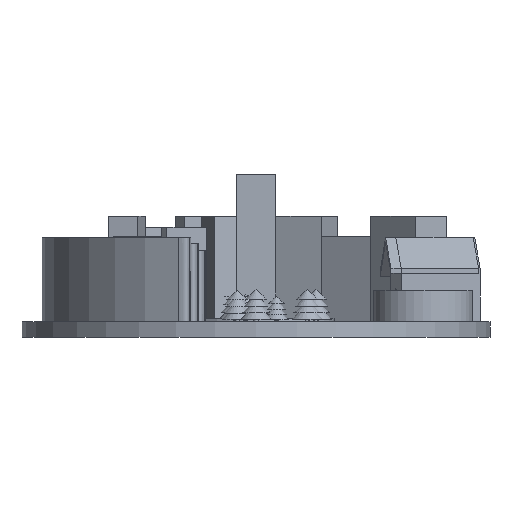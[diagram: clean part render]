
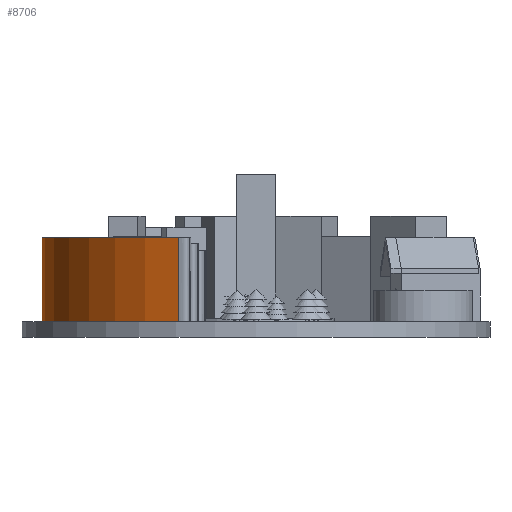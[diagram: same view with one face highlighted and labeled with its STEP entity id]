
A CAD part, left-side view. The second image highlights one B-rep face of the part: STEP entity #8706.
In plain terms, the highlighted cylindrical face has radius 68.561 mm (diameter 137.121 mm), a partial arc.
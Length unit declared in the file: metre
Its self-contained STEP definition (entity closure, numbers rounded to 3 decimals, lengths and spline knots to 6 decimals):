
#226=LINE('',#12869,#1236);
#227=LINE('',#12870,#1237);
#1236=VECTOR('',#10171,0.01);
#1237=VECTOR('',#10172,0.01);
#2246=CYLINDRICAL_SURFACE('',#9476,0.068561);
#2383=FACE_OUTER_BOUND('',#2917,.T.);
#2917=EDGE_LOOP('',(#5847,#5848,#5849,#5850));
#3621=CIRCLE('',#9470,0.068561);
#3623=CIRCLE('',#9473,0.068561);
#3767=VERTEX_POINT('',#12584);
#3768=VERTEX_POINT('',#12637);
#3770=VERTEX_POINT('',#12742);
#3775=VERTEX_POINT('',#12775);
#4599=EDGE_CURVE('',#3768,#3767,#3621,.T.);
#4607=EDGE_CURVE('',#3775,#3770,#3623,.T.);
#4614=EDGE_CURVE('',#3767,#3770,#226,.T.);
#4615=EDGE_CURVE('',#3775,#3768,#227,.T.);
#5847=ORIENTED_EDGE('',*,*,#4599,.T.);
#5848=ORIENTED_EDGE('',*,*,#4614,.T.);
#5849=ORIENTED_EDGE('',*,*,#4607,.F.);
#5850=ORIENTED_EDGE('',*,*,#4615,.T.);
#8706=ADVANCED_FACE('',(#2383),#2246,.T.);
#9470=AXIS2_PLACEMENT_3D('',#12638,#10157,#10158);
#9473=AXIS2_PLACEMENT_3D('',#12785,#10163,#10164);
#9476=AXIS2_PLACEMENT_3D('',#12868,#10169,#10170);
#10157=DIRECTION('center_axis',(0.,0.,1.));
#10158=DIRECTION('ref_axis',(1.,0.,0.));
#10163=DIRECTION('center_axis',(0.,0.,1.));
#10164=DIRECTION('ref_axis',(1.,0.,0.));
#10169=DIRECTION('center_axis',(0.,0.,1.));
#10170=DIRECTION('ref_axis',(1.,0.,0.));
#10171=DIRECTION('',(0.,0.,1.));
#10172=DIRECTION('',(0.,0.,-1.));
#12584=CARTESIAN_POINT('',(-0.063844,0.024991,0.005));
#12637=CARTESIAN_POINT('',(0.035031,0.058936,0.005));
#12638=CARTESIAN_POINT('Origin',(0.,0.,0.005));
#12742=CARTESIAN_POINT('',(-0.063844,0.024991,0.032));
#12775=CARTESIAN_POINT('',(0.035031,0.058936,0.032));
#12785=CARTESIAN_POINT('Origin',(0.,0.,0.032));
#12868=CARTESIAN_POINT('Origin',(0.,0.,0.005));
#12869=CARTESIAN_POINT('',(-0.063844,0.024991,0.005));
#12870=CARTESIAN_POINT('',(0.035031,0.058936,0.032));
